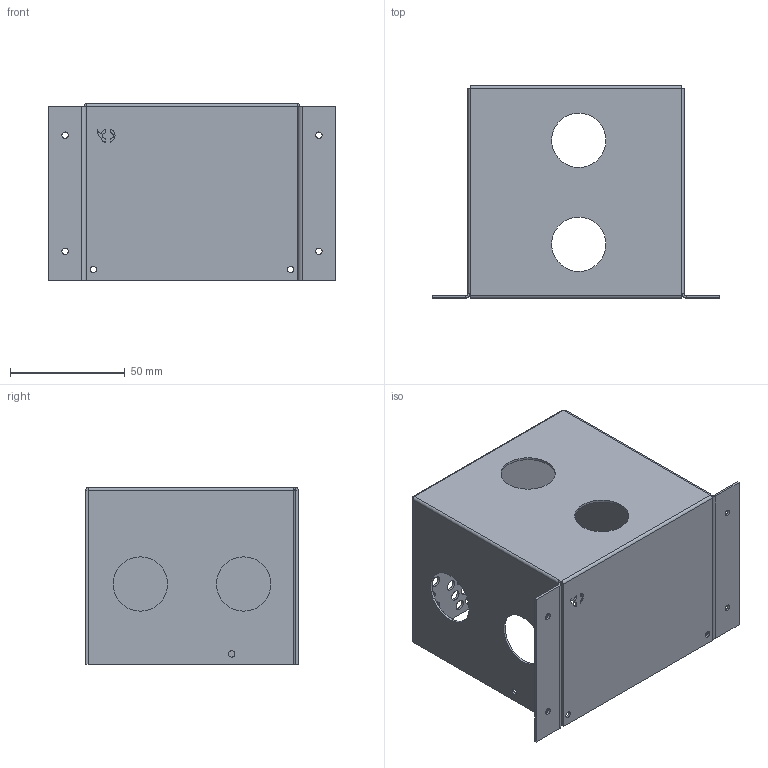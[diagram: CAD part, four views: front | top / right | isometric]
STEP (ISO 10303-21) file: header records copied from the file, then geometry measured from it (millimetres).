
FILE_DESCRIPTION(/* description */ (''),/* implementation_level */ '2;1');
FILE_NAME(/* name */ 'Q_blower_MK1_Right_pump_box_METAL_CUT_BEND.step',/* time_stamp */ '2024-02-26T18:40:53+01:00',/* author */ (''),/* organization */ (''),/* preprocessor_version */ 'ST-DEVELOPER v20',/* originating_system */ 'Autodesk Translation Framework v12.20.1.177',/* authorisation */ '');
FILE_SCHEMA (('AUTOMOTIVE_DESIGN { 1 0 10303 214 3 1 1 }'));
Length unit declared in the file: millimetre
Products named in the file (1): pump_boxes
Bounding box: 125.26 x 92.75 x 77.2 mm (x, y, z)
Volume: 36274.7 mm3; surface area: 74635.2 mm2
Topology: 1 solids, 1 shells, 140 faces, 367 edges, 229 vertices
Faces by surface type: cylinder 67, plane 52, bspline 21
Full cylindrical faces by diameter (mm): 2.794 x10, 4.5 x40, 23.723 x4
Entity records: 4785 total; most frequent: CARTESIAN_POINT 1132, ORIENTED_EDGE 734, DIRECTION 691, EDGE_CURVE 367, AXIS2_PLACEMENT_3D 254, EDGE_LOOP 252, VERTEX_POINT 229, LINE 183
